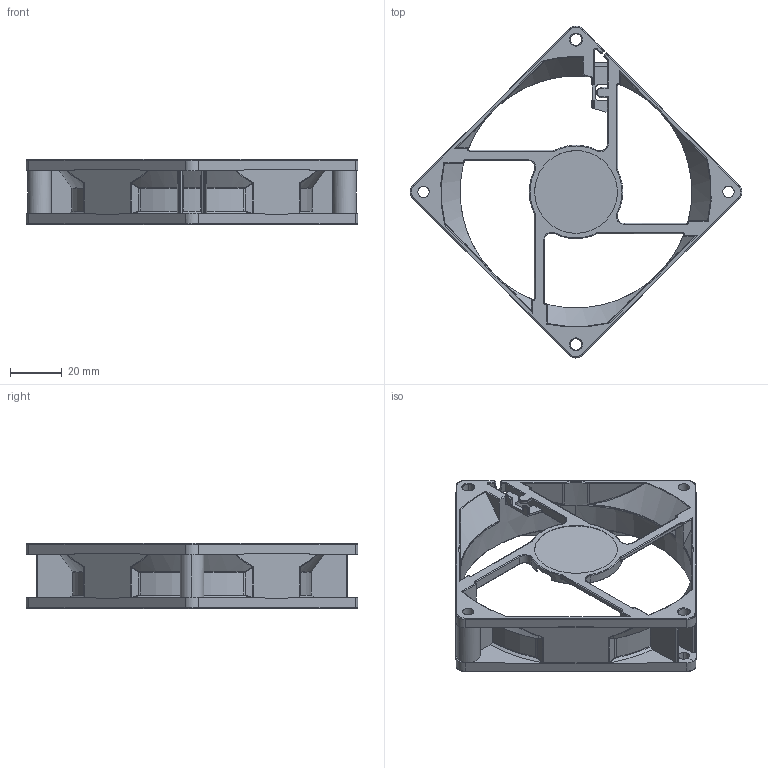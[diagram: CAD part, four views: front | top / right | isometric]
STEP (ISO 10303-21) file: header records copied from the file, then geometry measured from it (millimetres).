
FILE_DESCRIPTION(/* description */ (''),/* implementation_level */ '2;1');
FILE_NAME(/* name */ '9225K3.stp',/* time_stamp */ '2024-08-29T15:19:40+08:00',/* author */ (''),/* organization */ (''),/* preprocessor_version */ 'ST-DEVELOPER v16.7',/* originating_system */ 'SIEMENS PLM Software NX 12.0',/* authorisation */ '');
FILE_SCHEMA (('AUTOMOTIVE_DESIGN { 1 0 10303 214 3 1 1 1 }'));
Products named in the file (1): AdmiC678B3C6yo3t
Bounding box: 128.18 x 128.18 x 25.18 mm (x, y, z)
Volume: 28828.1 mm3; surface area: 30016 mm2
Topology: 1 solids, 1 shells, 818 faces, 2091 edges, 1272 vertices
Faces by surface type: bspline 259, cylinder 236, plane 149, torus 94, cone 76, sphere 4
Full cylindrical faces by diameter (mm): 4.43 x3, 4.431 x2
Entity records: 42314 total; most frequent: CARTESIAN_POINT 19758, ORIENTED_EDGE 4182, DIRECTION 2729, EDGE_CURVE 2091, VERTEX_POINT 1272, AXIS2_PLACEMENT_3D 1133, EDGE_LOOP 841, B_SPLINE_CURVE_WITH_KNOTS 826
